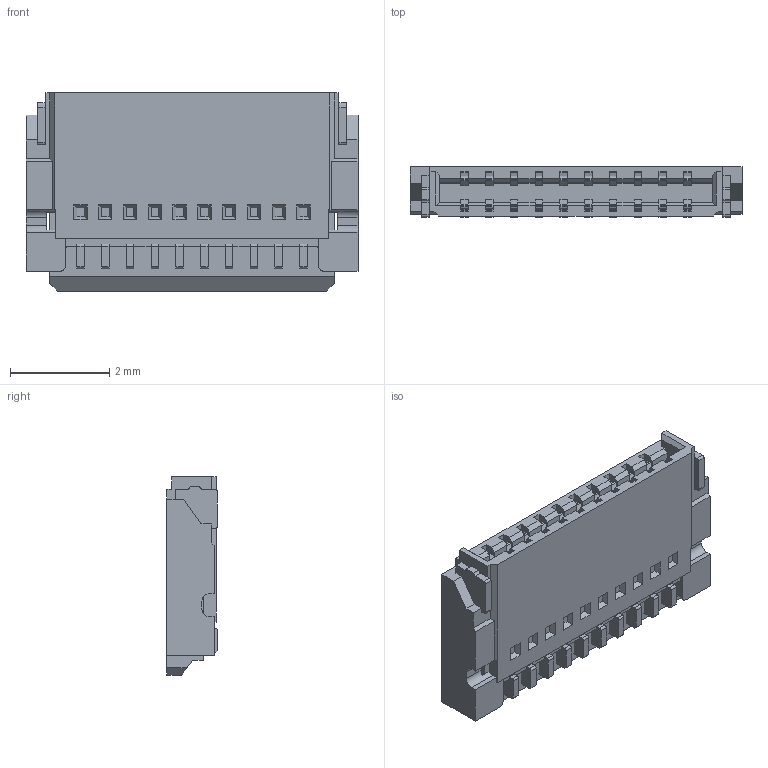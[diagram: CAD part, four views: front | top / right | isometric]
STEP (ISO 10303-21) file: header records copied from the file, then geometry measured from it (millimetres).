
FILE_DESCRIPTION (( 'STEP AP214' ), '1' );
FILE_NAME ('503480-1000.STEP', '2024-03-26T11:18:04', ( '' ), ( '' ), 'SwSTEP 2.0', 'SolidWorks 2021', '' );
FILE_SCHEMA (( 'AUTOMOTIVE_DESIGN' ));
Length unit declared in the file: millimetre
Products named in the file (2): 503480-xxxx_10; 503480-1000
Assembly tree (1 placements, depth 2):
  503480-1000
    503480-xxxx_10
Bounding box: 6.7 x 1.02 x 4 mm (x, y, z)
Volume: 18.6 mm3; surface area: 159.6 mm2
Topology: 24 solids, 24 shells, 655 faces, 1798 edges, 1198 vertices
Faces by surface type: plane 529, cylinder 126
Entity records: 20873 total; most frequent: CARTESIAN_POINT 3655, ORIENTED_EDGE 3596, DIRECTION 3372, EDGE_CURVE 1798, LINE 1542, VECTOR 1542, VERTEX_POINT 1198, AXIS2_PLACEMENT_3D 915
